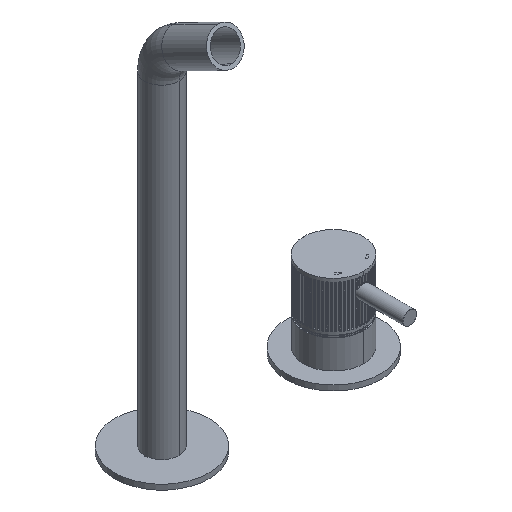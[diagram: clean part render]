
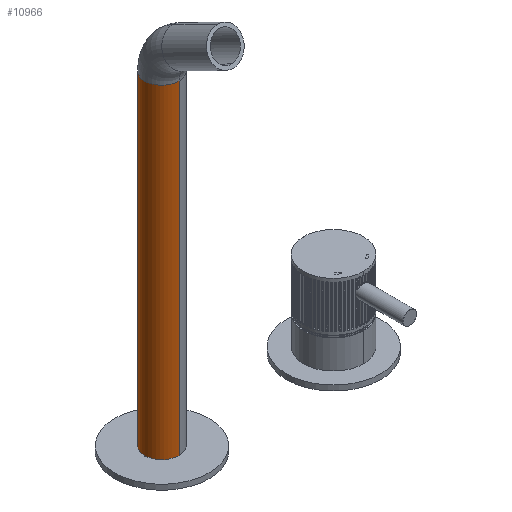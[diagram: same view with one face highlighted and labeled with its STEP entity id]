
A CAD part, isometric view. The second image highlights one B-rep face of the part: STEP entity #10966.
In plain terms, the highlighted cylindrical face has radius 10 mm (diameter 20 mm), a partial arc.
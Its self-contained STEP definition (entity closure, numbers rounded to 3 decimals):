
#1071 = CARTESIAN_POINT ( 'NONE',  ( 0., 10., 0. ) ) ;
#1164 = DIRECTION ( 'NONE',  ( 0., 0., 1. ) ) ;
#3681 = DIRECTION ( 'NONE',  ( 0., 0., 1. ) ) ;
#4017 = DIRECTION ( 'NONE',  ( 0., 0., 1. ) ) ;
#4344 = ORIENTED_EDGE ( 'NONE', *, *, #8365, .F. ) ;
#4492 = CYLINDRICAL_SURFACE ( 'NONE', #22701, 10. ) ;
#4528 = LINE ( 'NONE', #29379, #20936 ) ;
#5798 = ORIENTED_EDGE ( 'NONE', *, *, #31229, .F. ) ;
#6117 = VECTOR ( 'NONE', #3681, 1000. ) ;
#6422 = CARTESIAN_POINT ( 'NONE',  ( 0., 0., 0. ) ) ;
#6932 = DIRECTION ( 'NONE',  ( 0., 0., 1. ) ) ;
#8365 = EDGE_CURVE ( 'NONE', #8607, #35481, #9042, .T. ) ;
#8607 = VERTEX_POINT ( 'NONE', #21434 ) ;
#9042 = LINE ( 'NONE', #1071, #6117 ) ;
#10519 = CARTESIAN_POINT ( 'NONE',  ( 0., -10., 188.892 ) ) ;
#10845 = CARTESIAN_POINT ( 'NONE',  ( 0., -10., 0. ) ) ;
#10966 = ADVANCED_FACE ( 'NONE', ( #18570 ), #4492, .T. ) ;
#11199 = CARTESIAN_POINT ( 'NONE',  ( 0., 0., 188.892 ) ) ;
#11386 = DIRECTION ( 'NONE',  ( 0., 0., 1. ) ) ;
#12460 = DIRECTION ( 'NONE',  ( 0., -1., 0. ) ) ;
#15306 = DIRECTION ( 'NONE',  ( 1., 0., 0. ) ) ;
#15785 = CARTESIAN_POINT ( 'NONE',  ( 0., 0., 0. ) ) ;
#16073 = EDGE_CURVE ( 'NONE', #28458, #34300, #4528, .T. ) ;
#16250 = AXIS2_PLACEMENT_3D ( 'NONE', #6422, #4017, #15306 ) ;
#16294 = EDGE_LOOP ( 'NONE', ( #4344, #20788, #22094, #5798 ) ) ;
#18570 = FACE_OUTER_BOUND ( 'NONE', #16294, .T. ) ;
#19209 = CIRCLE ( 'NONE', #16250, 10. ) ;
#20788 = ORIENTED_EDGE ( 'NONE', *, *, #26395, .T. ) ;
#20936 = VECTOR ( 'NONE', #6932, 1000. ) ;
#21434 = CARTESIAN_POINT ( 'NONE',  ( 0., 10., 0. ) ) ;
#22094 = ORIENTED_EDGE ( 'NONE', *, *, #16073, .T. ) ;
#22701 = AXIS2_PLACEMENT_3D ( 'NONE', #15785, #1164, #12460 ) ;
#23442 = AXIS2_PLACEMENT_3D ( 'NONE', #11199, #11386, #33844 ) ;
#26395 = EDGE_CURVE ( 'NONE', #8607, #28458, #19209, .T. ) ;
#26694 = CARTESIAN_POINT ( 'NONE',  ( 0., 10., 188.892 ) ) ;
#28458 = VERTEX_POINT ( 'NONE', #10845 ) ;
#29379 = CARTESIAN_POINT ( 'NONE',  ( 0., -10., 0. ) ) ;
#29966 = CIRCLE ( 'NONE', #23442, 10. ) ;
#31229 = EDGE_CURVE ( 'NONE', #35481, #34300, #29966, .T. ) ;
#33844 = DIRECTION ( 'NONE',  ( 1., 0., 0. ) ) ;
#34300 = VERTEX_POINT ( 'NONE', #10519 ) ;
#35481 = VERTEX_POINT ( 'NONE', #26694 ) ;
